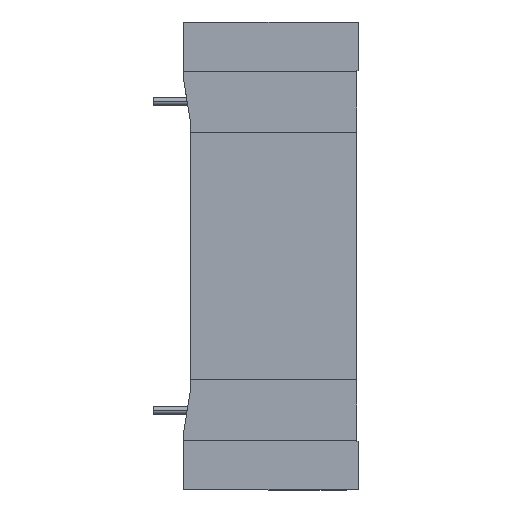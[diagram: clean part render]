
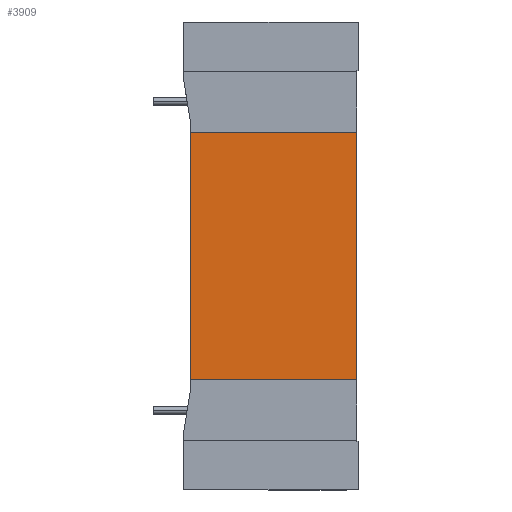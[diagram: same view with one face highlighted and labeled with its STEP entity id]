
A CAD part, left-side view. The second image highlights one B-rep face of the part: STEP entity #3909.
In plain terms, the highlighted planar face has unit normal (-1, 0, 0).
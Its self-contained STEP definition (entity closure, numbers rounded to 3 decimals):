
#50 = CARTESIAN_POINT ( 'NONE',  ( -20.95, -9.05, 14. ) ) ;
#610 = CARTESIAN_POINT ( 'NONE',  ( -20.95, -9.05, -13.349 ) ) ;
#712 = AXIS2_PLACEMENT_3D ( 'NONE', #6418, #3094, #3039 ) ;
#1179 = DIRECTION ( 'NONE',  ( 0., 0., -1. ) ) ;
#1218 = VERTEX_POINT ( 'NONE', #3838 ) ;
#1475 = ORIENTED_EDGE ( 'NONE', *, *, #4544, .F. ) ;
#1616 = EDGE_CURVE ( 'Defeature ausgef�hrt1_124+Defeature ausgef�hrt1_103+Defeature ausgef�hrt1_104+Defeature ausgef�hrt1_102', #1218, #7166, #2060, .T. ) ;
#1771 = DIRECTION ( 'NONE',  ( 0., -1., 0. ) ) ;
#2015 = LINE ( 'NONE', #7161, #4831 ) ;
#2060 = LINE ( 'NONE', #6402, #6350 ) ;
#2211 = CARTESIAN_POINT ( 'NONE',  ( -20.95, -9.05, -14. ) ) ;
#3039 = DIRECTION ( 'NONE',  ( 0., 0., 1. ) ) ;
#3069 = PLANE ( 'NONE',  #712 ) ;
#3094 = DIRECTION ( 'NONE',  ( 1., 0., 0. ) ) ;
#3619 = VERTEX_POINT ( 'NONE', #50 ) ;
#3838 = CARTESIAN_POINT ( 'NONE',  ( -20.95, 9.75, -14. ) ) ;
#3909 = ADVANCED_FACE ( 'Defeature ausgef�hrt1_103', ( #6395 ), #3069, .F. ) ;
#4190 = VECTOR ( 'NONE', #1179, 1000. ) ;
#4544 = EDGE_CURVE ( 'Defeature ausgef�hrt1_102+Defeature ausgef�hrt1_103+Defeature ausgef�hrt1_124+Defeature ausgef�hrt1_95', #7166, #3619, #6380, .T. ) ;
#4773 = EDGE_LOOP ( 'NONE', ( #5102, #5483, #1475, #6119 ) ) ;
#4831 = VECTOR ( 'NONE', #6073, 1000. ) ;
#4894 = LINE ( 'NONE', #610, #4190 ) ;
#5102 = ORIENTED_EDGE ( 'NONE', *, *, #5609, .F. ) ;
#5145 = VECTOR ( 'NONE', #1771, 1000. ) ;
#5342 = DIRECTION ( 'NONE',  ( 0., 0., 1. ) ) ;
#5483 = ORIENTED_EDGE ( 'NONE', *, *, #6362, .F. ) ;
#5609 = EDGE_CURVE ( 'Defeature ausgef�hrt1_104+Defeature ausgef�hrt1_103+Defeature ausgef�hrt1_95+Defeature ausgef�hrt1_124', #5671, #1218, #2015, .T. ) ;
#5671 = VERTEX_POINT ( 'NONE', #2211 ) ;
#6073 = DIRECTION ( 'NONE',  ( 0., 1., 0. ) ) ;
#6119 = ORIENTED_EDGE ( 'NONE', *, *, #1616, .F. ) ;
#6350 = VECTOR ( 'NONE', #5342, 1000. ) ;
#6362 = EDGE_CURVE ( 'Defeature ausgef�hrt1_95+Defeature ausgef�hrt1_103+Defeature ausgef�hrt1_102+Defeature ausgef�hrt1_104', #3619, #5671, #4894, .T. ) ;
#6380 = LINE ( 'NONE', #6812, #5145 ) ;
#6395 = FACE_OUTER_BOUND ( 'NONE', #4773, .T. ) ;
#6402 = CARTESIAN_POINT ( 'NONE',  ( -20.95, 9.75, -7. ) ) ;
#6418 = CARTESIAN_POINT ( 'NONE',  ( -20.95, 10.55, -7. ) ) ;
#6812 = CARTESIAN_POINT ( 'NONE',  ( -20.95, 10.55, 14. ) ) ;
#7081 = CARTESIAN_POINT ( 'NONE',  ( -20.95, 9.75, 14. ) ) ;
#7161 = CARTESIAN_POINT ( 'NONE',  ( -20.95, 10.55, -14. ) ) ;
#7166 = VERTEX_POINT ( 'NONE', #7081 ) ;
